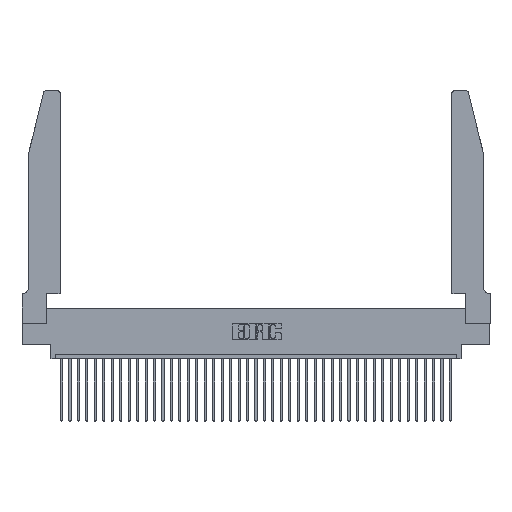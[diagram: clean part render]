
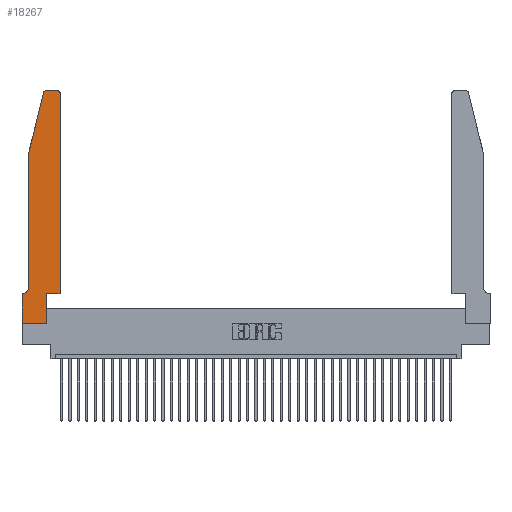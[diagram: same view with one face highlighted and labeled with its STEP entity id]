
A CAD part, top view. The second image highlights one B-rep face of the part: STEP entity #18267.
In plain terms, the highlighted planar face has unit normal (0, 0, 1).
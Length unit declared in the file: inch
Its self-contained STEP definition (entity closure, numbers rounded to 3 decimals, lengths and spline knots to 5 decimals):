
#520 = VERTEX_POINT ( 'NONE', #38594 ) ;
#564 = ORIENTED_EDGE ( 'NONE', *, *, #38770, .T. ) ;
#798 = VECTOR ( 'NONE', #25917, 39.37008 ) ;
#842 = ORIENTED_EDGE ( 'NONE', *, *, #13313, .T. ) ;
#981 = VERTEX_POINT ( 'NONE', #27184 ) ;
#1667 = CARTESIAN_POINT ( 'NONE',  ( 0.4505, 0.35, 0.37 ) ) ;
#2361 = CARTESIAN_POINT ( 'NONE',  ( 0.284, 2.75, 0.37 ) ) ;
#2477 = CARTESIAN_POINT ( 'NONE',  ( 0., 0.35, 0.37 ) ) ;
#3044 = ORIENTED_EDGE ( 'NONE', *, *, #10605, .T. ) ;
#3185 = VERTEX_POINT ( 'NONE', #32297 ) ;
#3425 = ORIENTED_EDGE ( 'NONE', *, *, #34410, .T. ) ;
#4055 = EDGE_CURVE ( 'NONE', #17463, #35937, #38887, .T. ) ;
#4697 = DIRECTION ( 'NONE',  ( 0., 1., 0. ) ) ;
#4861 = VECTOR ( 'NONE', #19699, 39.37008 ) ;
#5105 = VECTOR ( 'NONE', #38270, 39.37008 ) ;
#5181 = AXIS2_PLACEMENT_3D ( 'NONE', #31856, #16504, #7330 ) ;
#5190 = CARTESIAN_POINT ( 'NONE',  ( 0.4505, 0.35, 0.37 ) ) ;
#5568 = EDGE_CURVE ( 'NONE', #35937, #981, #5616, .T. ) ;
#5616 = LINE ( 'NONE', #10800, #18524 ) ;
#6835 = CARTESIAN_POINT ( 'NONE',  ( 0., 0.35, 0.37 ) ) ;
#7039 = CARTESIAN_POINT ( 'NONE',  ( 0.2865, 0.35, 0.37 ) ) ;
#7330 = DIRECTION ( 'NONE',  ( -1., 0., 0. ) ) ;
#7346 = DIRECTION ( 'NONE',  ( 1., 0., 0. ) ) ;
#7767 = EDGE_CURVE ( 'NONE', #7841, #17463, #20757, .T. ) ;
#7841 = VERTEX_POINT ( 'NONE', #39301 ) ;
#8526 = AXIS2_PLACEMENT_3D ( 'NONE', #22993, #28594, #10450 ) ;
#9583 = EDGE_CURVE ( 'NONE', #3185, #9752, #15855, .T. ) ;
#9752 = VERTEX_POINT ( 'NONE', #38847 ) ;
#10060 = CARTESIAN_POINT ( 'NONE',  ( 0.25487, 2.72718, 0.37 ) ) ;
#10085 = VERTEX_POINT ( 'NONE', #1667 ) ;
#10205 = VERTEX_POINT ( 'NONE', #22575 ) ;
#10450 = DIRECTION ( 'NONE',  ( 1., 0., 0. ) ) ;
#10466 = ORIENTED_EDGE ( 'NONE', *, *, #9583, .T. ) ;
#10605 = EDGE_CURVE ( 'NONE', #9752, #10085, #32491, .T. ) ;
#10800 = CARTESIAN_POINT ( 'NONE',  ( 0.0755, 2., 0.37 ) ) ;
#10899 = CARTESIAN_POINT ( 'NONE',  ( 0., 0., 0.37 ) ) ;
#11171 = ORIENTED_EDGE ( 'NONE', *, *, #39240, .T. ) ;
#11659 = LINE ( 'NONE', #34170, #31190 ) ;
#11966 = VECTOR ( 'NONE', #21448, 39.37008 ) ;
#12157 = VERTEX_POINT ( 'NONE', #6835 ) ;
#13313 = EDGE_CURVE ( 'NONE', #26439, #12157, #28093, .T. ) ;
#13988 = AXIS2_PLACEMENT_3D ( 'NONE', #2477, #36157, #14916 ) ;
#14916 = DIRECTION ( 'NONE',  ( 1., 0., 0. ) ) ;
#14980 = EDGE_CURVE ( 'NONE', #12157, #10205, #27059, .T. ) ;
#15582 = LINE ( 'NONE', #10899, #5105 ) ;
#15714 = ORIENTED_EDGE ( 'NONE', *, *, #5568, .T. ) ;
#15855 = LINE ( 'NONE', #7039, #4861 ) ;
#15970 = VECTOR ( 'NONE', #39449, 39.37008 ) ;
#16395 = DIRECTION ( 'NONE',  ( 0., 0., 1. ) ) ;
#16504 = DIRECTION ( 'NONE',  ( 0., 0., -1. ) ) ;
#16835 = ORIENTED_EDGE ( 'NONE', *, *, #4055, .T. ) ;
#17463 = VERTEX_POINT ( 'NONE', #2361 ) ;
#18267 = ADVANCED_FACE ( 'NONE', ( #22447 ), #39111, .T. ) ;
#18448 = AXIS2_PLACEMENT_3D ( 'NONE', #28424, #16395, #7346 ) ;
#18524 = VECTOR ( 'NONE', #32123, 39.37008 ) ;
#18981 = DIRECTION ( 'NONE',  ( 0., -1., 0. ) ) ;
#19699 = DIRECTION ( 'NONE',  ( 0., 1., 0. ) ) ;
#20338 = CARTESIAN_POINT ( 'NONE',  ( 0.0755, 0.42, 0.37 ) ) ;
#20757 = LINE ( 'NONE', #26358, #15970 ) ;
#21448 = DIRECTION ( 'NONE',  ( 1., 0., 0. ) ) ;
#21984 = VERTEX_POINT ( 'NONE', #20338 ) ;
#22447 = FACE_OUTER_BOUND ( 'NONE', #27101, .T. ) ;
#22575 = CARTESIAN_POINT ( 'NONE',  ( 0., 0., 0.37 ) ) ;
#22830 = CARTESIAN_POINT ( 'NONE',  ( 0., 0., 0.37 ) ) ;
#22964 = ORIENTED_EDGE ( 'NONE', *, *, #29170, .T. ) ;
#22993 = CARTESIAN_POINT ( 'NONE',  ( 0.4205, 2.72, 0.37 ) ) ;
#23713 = EDGE_CURVE ( 'NONE', #520, #7841, #30165, .T. ) ;
#25917 = DIRECTION ( 'NONE',  ( 0., -1., 0. ) ) ;
#26358 = CARTESIAN_POINT ( 'NONE',  ( 0.2605, 2.75, 0.37 ) ) ;
#26439 = VERTEX_POINT ( 'NONE', #37207 ) ;
#26497 = CARTESIAN_POINT ( 'NONE',  ( 0.4505, 0.35, 0.37 ) ) ;
#27059 = LINE ( 'NONE', #22830, #798 ) ;
#27101 = EDGE_LOOP ( 'NONE', ( #38965, #16835, #15714, #11171, #3425, #842, #29153, #22964, #10466, #3044, #564, #37811 ) ) ;
#27184 = CARTESIAN_POINT ( 'NONE',  ( 0.0755, 2., 0.37 ) ) ;
#28093 = LINE ( 'NONE', #39355, #36238 ) ;
#28424 = CARTESIAN_POINT ( 'NONE',  ( 0.284, 2.72, 0.37 ) ) ;
#28594 = DIRECTION ( 'NONE',  ( 0., 0., 1. ) ) ;
#29153 = ORIENTED_EDGE ( 'NONE', *, *, #14980, .T. ) ;
#29170 = EDGE_CURVE ( 'NONE', #10205, #3185, #15582, .T. ) ;
#29820 = VECTOR ( 'NONE', #4697, 39.37008 ) ;
#30165 = CIRCLE ( 'NONE', #8526, 0.03 ) ;
#31190 = VECTOR ( 'NONE', #18981, 39.37008 ) ;
#31726 = LINE ( 'NONE', #26497, #29820 ) ;
#31856 = CARTESIAN_POINT ( 'NONE',  ( 0.0055, 0.42, 0.37 ) ) ;
#32123 = DIRECTION ( 'NONE',  ( -0.239, -0.971, 0. ) ) ;
#32297 = CARTESIAN_POINT ( 'NONE',  ( 0.2865, 0., 0.37 ) ) ;
#32491 = LINE ( 'NONE', #5190, #11966 ) ;
#33078 = DIRECTION ( 'NONE',  ( -1., 0., 0. ) ) ;
#34170 = CARTESIAN_POINT ( 'NONE',  ( 0.0755, 2., 0.37 ) ) ;
#34410 = EDGE_CURVE ( 'NONE', #21984, #26439, #39023, .T. ) ;
#35937 = VERTEX_POINT ( 'NONE', #10060 ) ;
#36157 = DIRECTION ( 'NONE',  ( 0., 0., 1. ) ) ;
#36238 = VECTOR ( 'NONE', #33078, 39.37008 ) ;
#37207 = CARTESIAN_POINT ( 'NONE',  ( 0.0055, 0.35, 0.37 ) ) ;
#37811 = ORIENTED_EDGE ( 'NONE', *, *, #23713, .T. ) ;
#38270 = DIRECTION ( 'NONE',  ( 1., 0., 0. ) ) ;
#38594 = CARTESIAN_POINT ( 'NONE',  ( 0.4505, 2.72, 0.37 ) ) ;
#38770 = EDGE_CURVE ( 'NONE', #10085, #520, #31726, .T. ) ;
#38847 = CARTESIAN_POINT ( 'NONE',  ( 0.2865, 0.35, 0.37 ) ) ;
#38887 = CIRCLE ( 'NONE', #18448, 0.03 ) ;
#38965 = ORIENTED_EDGE ( 'NONE', *, *, #7767, .T. ) ;
#39023 = CIRCLE ( 'NONE', #5181, 0.07 ) ;
#39111 = PLANE ( 'NONE',  #13988 ) ;
#39240 = EDGE_CURVE ( 'NONE', #981, #21984, #11659, .T. ) ;
#39301 = CARTESIAN_POINT ( 'NONE',  ( 0.4205, 2.75, 0.37 ) ) ;
#39355 = CARTESIAN_POINT ( 'NONE',  ( 0.0755, 0.35, 0.37 ) ) ;
#39449 = DIRECTION ( 'NONE',  ( -1., 0., 0. ) ) ;
